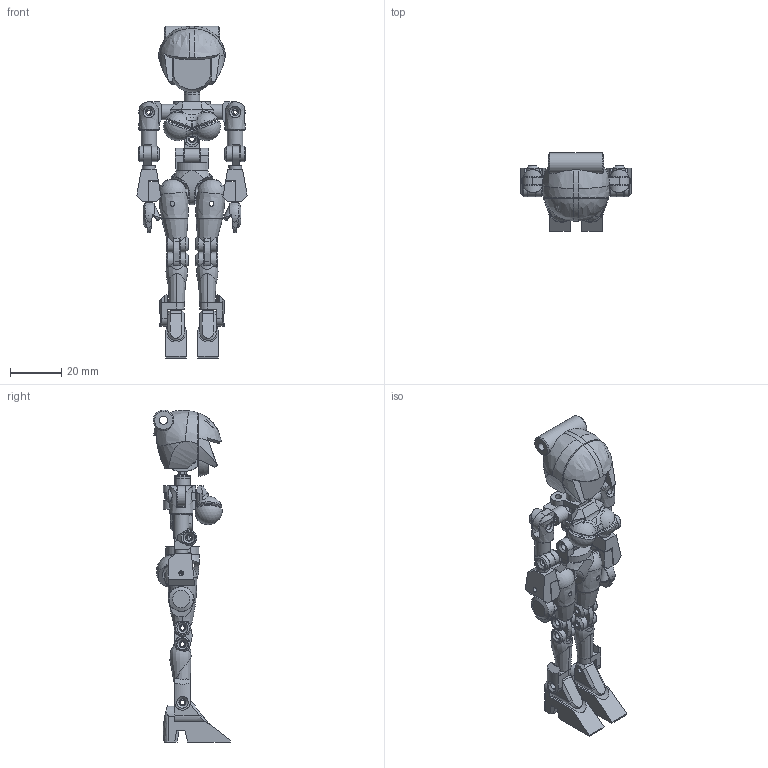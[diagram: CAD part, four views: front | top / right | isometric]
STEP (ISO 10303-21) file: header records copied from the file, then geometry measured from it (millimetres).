
FILE_DESCRIPTION(/* description */ (''),/* implementation_level */ '2;1');
FILE_NAME(/* name */ 'SDRobo v24.step',/* time_stamp */ '2021-08-23T23:03:31+09:00',/* author */ (''),/* organization */ (''),/* preprocessor_version */ 'ST-DEVELOPER v18.1',/* originating_system */ 'Autodesk Translation Framework v10.9.0.1377',/* authorisation */ '');
FILE_SCHEMA (('AUTOMOTIVE_DESIGN { 1 0 10303 214 3 1 1 }'));
Length unit declared in the file: millimetre
Products named in the file (7): SDRobo; Head; Arm; Leg; body; LegR; ArmR
Assembly tree (6 placements, depth 2):
  SDRobo
    Head
    Arm
    Leg
    body
    LegR
    ArmR
Bounding box: 42.82 x 30.11 x 128.96 mm (x, y, z)
Volume: 26041.4 mm3; surface area: 25843 mm2
Topology: 50 solids, 50 shells, 1018 faces, 2590 edges, 1703 vertices
Faces by surface type: plane 591, cylinder 230, bspline 104, cone 48, sphere 33, torus 12
Full cylindrical faces by diameter (mm): 1.2 x16, 1.235 x4, 1.6 x2, 1.8 x21, 1.9 x2, 2 x2, 2.2 x1, 2.7 x35, 2.8 x3, 2.9 x1, 3 x2, 3.2 x19, 4.4 x1, 5 x4, 6 x8, 6.6 x2
Entity records: 41350 total; most frequent: CARTESIAN_POINT 16964, ORIENTED_EDGE 5134, DIRECTION 4705, EDGE_CURVE 2567, VERTEX_POINT 1703, AXIS2_PLACEMENT_3D 1685, LINE 1335, VECTOR 1335
